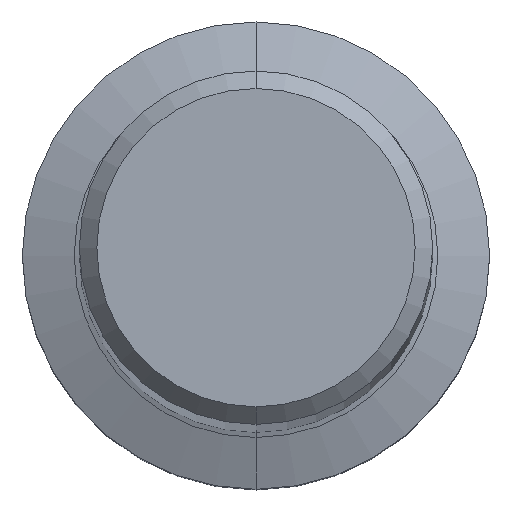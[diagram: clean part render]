
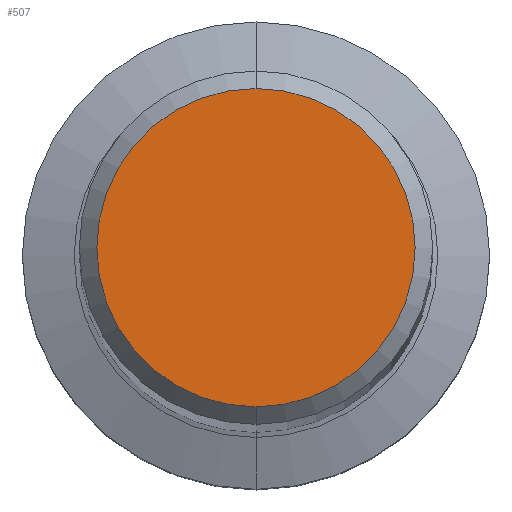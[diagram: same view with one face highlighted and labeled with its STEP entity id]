
A CAD part, top view. The second image highlights one B-rep face of the part: STEP entity #507.
In plain terms, the highlighted planar face has unit normal (0, 0, 1).
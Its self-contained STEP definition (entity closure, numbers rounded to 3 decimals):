
#327=VERTEX_POINT('',#696);
#365=VERTEX_POINT('',#737);
#443=EDGE_CURVE('',#327,#365,#820,.T.);
#507=ADVANCED_FACE('',(#893),#894,.T.);
#513=EDGE_CURVE('',#365,#327,#900,.T.);
#696=CARTESIAN_POINT('',(0.0,5.45,0.0));
#737=CARTESIAN_POINT('',(0.,-5.45,0.0));
#820=CIRCLE('',#1450,5.45);
#893=FACE_OUTER_BOUND('',#1582,.T.);
#894=PLANE('',#1583);
#900=CIRCLE('',#1617,5.45);
#1450=AXIS2_PLACEMENT_3D('',#1971,#1972,#1973);
#1582=EDGE_LOOP('',(#2077,#2078));
#1583=AXIS2_PLACEMENT_3D('',#2079,#2080,#2081);
#1617=AXIS2_PLACEMENT_3D('',#2082,#2083,#2084);
#1971=CARTESIAN_POINT('',(0.0,0.0,0.0));
#1972=DIRECTION('',(0.0,0.0,-1.0));
#1973=DIRECTION('',(0.0,1.0,0.0));
#2077=ORIENTED_EDGE('',*,*,#443,.F.);
#2078=ORIENTED_EDGE('',*,*,#513,.F.);
#2079=CARTESIAN_POINT('',(0.0,2.725,0.0));
#2080=DIRECTION('',(-0.0,0.0,1.0));
#2081=DIRECTION('',(0.0,-1.0,0.0));
#2082=CARTESIAN_POINT('',(0.0,0.0,0.0));
#2083=DIRECTION('',(0.0,0.0,-1.0));
#2084=DIRECTION('',(0.0,1.0,0.0));
